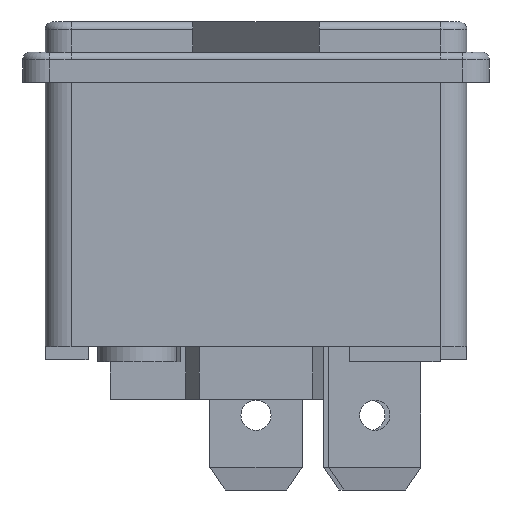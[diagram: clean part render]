
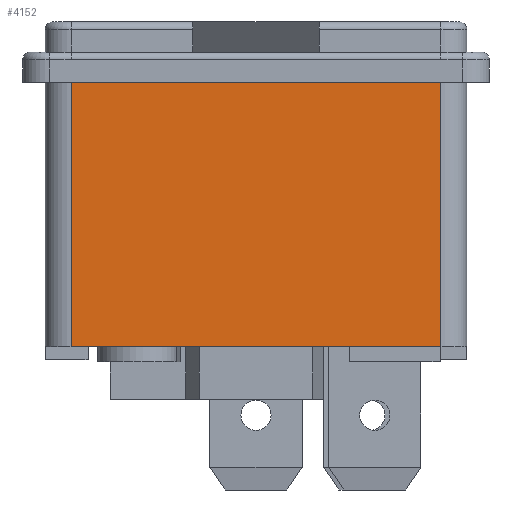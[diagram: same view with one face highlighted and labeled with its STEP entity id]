
A CAD part, front view. The second image highlights one B-rep face of the part: STEP entity #4152.
In plain terms, the highlighted planar face has unit normal (0, -1, 0).
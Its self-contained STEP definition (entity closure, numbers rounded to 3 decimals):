
#38 = DIRECTION ( 'NONE',  ( 0., 0., -1. ) ) ;
#39 = VECTOR ( 'NONE', #38, 1000. ) ;
#40 = CARTESIAN_POINT ( 'NONE',  ( -12.25, -15.221, -19.5 ) ) ;
#41 = LINE ( 'NONE', #40, #39 ) ;
#64 = LINE ( 'NONE', #128, #127 ) ;
#65 = DIRECTION ( 'NONE',  ( 0., 0., 1. ) ) ;
#66 = DIRECTION ( 'NONE',  ( 0., 1., 0. ) ) ;
#67 = CARTESIAN_POINT ( 'NONE',  ( 13.97, -15.221, -19.5 ) ) ;
#68 = AXIS2_PLACEMENT_3D ( 'NONE', #67, #66, #65 ) ;
#69 = PLANE ( 'NONE',  #68 ) ;
#70 = FACE_OUTER_BOUND ( 'NONE', #4153, .T. ) ;
#126 = DIRECTION ( 'NONE',  ( 0., 0., 1. ) ) ;
#127 = VECTOR ( 'NONE', #126, 1000. ) ;
#128 = CARTESIAN_POINT ( 'NONE',  ( 12.25, -15.221, -19.5 ) ) ;
#3576 = EDGE_CURVE ( 'NONE', #3586, #3577, #7293, .T. ) ;
#3577 = VERTEX_POINT ( 'NONE', #7289 ) ;
#3586 = VERTEX_POINT ( 'NONE', #7271 ) ;
#3886 = VERTEX_POINT ( 'NONE', #8555 ) ;
#3888 = EDGE_CURVE ( 'NONE', #3889, #3886, #8554, .T. ) ;
#3889 = VERTEX_POINT ( 'NONE', #8550 ) ;
#4135 = EDGE_CURVE ( 'NONE', #3886, #3577, #41, .T. ) ;
#4152 = ADVANCED_FACE ( 'NONE', ( #70 ), #69, .F. ) ;
#4153 = EDGE_LOOP ( 'NONE', ( #4154, #4155, #4157, #4158 ) ) ;
#4154 = ORIENTED_EDGE ( 'NONE', *, *, #3576, .F. ) ;
#4155 = ORIENTED_EDGE ( 'NONE', *, *, #4156, .T. ) ;
#4156 = EDGE_CURVE ( 'NONE', #3586, #3889, #64, .T. ) ;
#4157 = ORIENTED_EDGE ( 'NONE', *, *, #3888, .T. ) ;
#4158 = ORIENTED_EDGE ( 'NONE', *, *, #4135, .T. ) ;
#7271 = CARTESIAN_POINT ( 'NONE',  ( 12.25, -15.221, -19.5 ) ) ;
#7289 = CARTESIAN_POINT ( 'NONE',  ( -12.25, -15.221, -19.5 ) ) ;
#7290 = DIRECTION ( 'NONE',  ( -1., 0., 0. ) ) ;
#7291 = VECTOR ( 'NONE', #7290, 1000. ) ;
#7292 = CARTESIAN_POINT ( 'NONE',  ( 13.97, -15.221, -19.5 ) ) ;
#7293 = LINE ( 'NONE', #7292, #7291 ) ;
#8550 = CARTESIAN_POINT ( 'NONE',  ( 12.25, -15.221, -2. ) ) ;
#8551 = DIRECTION ( 'NONE',  ( -1., 0., 0. ) ) ;
#8552 = VECTOR ( 'NONE', #8551, 1000. ) ;
#8553 = CARTESIAN_POINT ( 'NONE',  ( 13.97, -15.221, -2. ) ) ;
#8554 = LINE ( 'NONE', #8553, #8552 ) ;
#8555 = CARTESIAN_POINT ( 'NONE',  ( -12.25, -15.221, -2. ) ) ;
